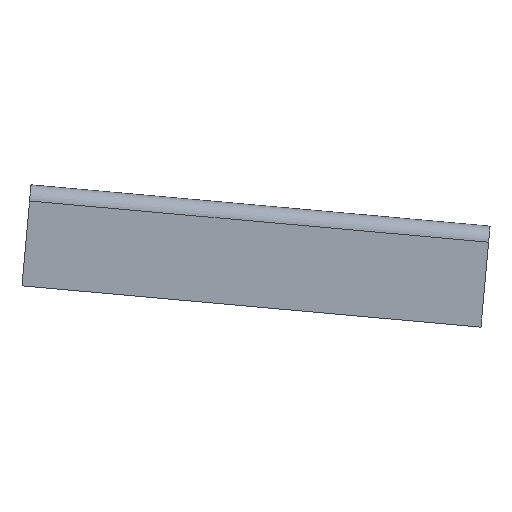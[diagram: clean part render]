
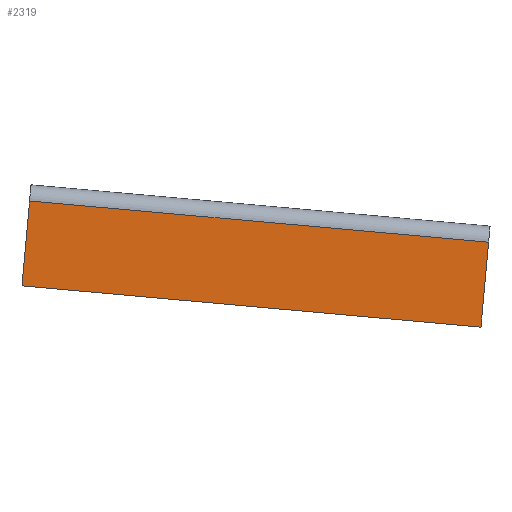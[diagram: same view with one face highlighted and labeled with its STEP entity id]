
A CAD part, front view. The second image highlights one B-rep face of the part: STEP entity #2319.
In plain terms, the highlighted planar face has unit normal (0, -1, 0).
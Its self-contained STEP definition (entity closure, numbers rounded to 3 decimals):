
#122 = CYLINDRICAL_SURFACE('',#123,3.5);
#123 = AXIS2_PLACEMENT_3D('',#124,#125,#126);
#124 = CARTESIAN_POINT('',(179.861,-34.75,-13.643));
#125 = DIRECTION('',(-0.996,0.,0.089));
#126 = DIRECTION('',(0.,-1.,0.));
#923 = VERTEX_POINT('',#924);
#924 = CARTESIAN_POINT('',(-49.576,-38.25,6.963));
#984 = PLANE('',#985);
#985 = AXIS2_PLACEMENT_3D('',#986,#987,#988);
#986 = CARTESIAN_POINT('',(-50.403,-36.75,-2.25));
#987 = DIRECTION('',(-0.996,0.,0.089));
#988 = DIRECTION('',(-0.089,0.,-0.996));
#1053 = EDGE_CURVE('',#1054,#923,#1056,.T.);
#1054 = VERTEX_POINT('',#1055);
#1055 = CARTESIAN_POINT('',(50.023,-38.25,-1.983));
#1056 = SURFACE_CURVE('',#1057,(#1061,#1090),.PCURVE_S1.);
#1057 = LINE('',#1058,#1059);
#1058 = CARTESIAN_POINT('',(50.023,-38.25,-1.983));
#1059 = VECTOR('',#1060,1.);
#1060 = DIRECTION('',(-0.996,0.,0.089));
#1061 = PCURVE('',#122,#1062);
#1062 = DEFINITIONAL_REPRESENTATION('',(#1063),#1089);
#1063 = B_SPLINE_CURVE_WITH_KNOTS('',3,(#1064,#1065,#1066,#1067,#1068,
    #1069,#1070,#1071,#1072,#1073,#1074,#1075,#1076,#1077,#1078,#1079,
    #1080,#1081,#1082,#1083,#1084,#1085,#1086,#1087,#1088),
  .UNSPECIFIED.,.F.,.F.,(4,1,1,1,1,1,1,1,1,1,1,1,1,1,1,1,1,1,1,1,1,1,4),
  (0.,4.545,9.091,13.636,18.182,
    22.727,27.273,31.818,36.364,
    40.909,45.455,50.,54.545,59.091,
    63.636,68.182,72.727,77.273,
    81.818,86.364,90.909,95.455,100.
    ),.QUASI_UNIFORM_KNOTS.);
#1064 = CARTESIAN_POINT('',(0.,130.36));
#1065 = CARTESIAN_POINT('',(0.,131.875));
#1066 = CARTESIAN_POINT('',(0.,134.905));
#1067 = CARTESIAN_POINT('',(0.,139.451));
#1068 = CARTESIAN_POINT('',(0.,143.996));
#1069 = CARTESIAN_POINT('',(0.,148.542));
#1070 = CARTESIAN_POINT('',(0.,153.087));
#1071 = CARTESIAN_POINT('',(0.,157.633));
#1072 = CARTESIAN_POINT('',(0.,162.178));
#1073 = CARTESIAN_POINT('',(0.,166.724));
#1074 = CARTESIAN_POINT('',(0.,171.269));
#1075 = CARTESIAN_POINT('',(0.,175.815));
#1076 = CARTESIAN_POINT('',(0.,180.36));
#1077 = CARTESIAN_POINT('',(0.,184.905));
#1078 = CARTESIAN_POINT('',(0.,189.451));
#1079 = CARTESIAN_POINT('',(0.,193.996));
#1080 = CARTESIAN_POINT('',(0.,198.542));
#1081 = CARTESIAN_POINT('',(0.,203.087));
#1082 = CARTESIAN_POINT('',(0.,207.633));
#1083 = CARTESIAN_POINT('',(0.,212.178));
#1084 = CARTESIAN_POINT('',(0.,216.724));
#1085 = CARTESIAN_POINT('',(0.,221.269));
#1086 = CARTESIAN_POINT('',(0.,225.815));
#1087 = CARTESIAN_POINT('',(0.,228.845));
#1088 = CARTESIAN_POINT('',(0.,230.36));
#1089 = ( GEOMETRIC_REPRESENTATION_CONTEXT(2) 
PARAMETRIC_REPRESENTATION_CONTEXT() REPRESENTATION_CONTEXT('2D SPACE',''
  ) );
#1090 = PCURVE('',#1091,#1096);
#1091 = PLANE('',#1092);
#1092 = AXIS2_PLACEMENT_3D('',#1093,#1094,#1095);
#1093 = CARTESIAN_POINT('',(-49.263,-38.25,10.449));
#1094 = DIRECTION('',(0.,-1.,0.));
#1095 = DIRECTION('',(-0.089,0.,-0.996));
#1096 = DEFINITIONAL_REPRESENTATION('',(#1097),#1101);
#1097 = LINE('',#1098,#1099);
#1098 = CARTESIAN_POINT('',(3.5,100.));
#1099 = VECTOR('',#1100,1.);
#1100 = DIRECTION('',(0.,-1.));
#1101 = ( GEOMETRIC_REPRESENTATION_CONTEXT(2) 
PARAMETRIC_REPRESENTATION_CONTEXT() REPRESENTATION_CONTEXT('2D SPACE',''
  ) );
#1245 = PLANE('',#1246);
#1246 = AXIS2_PLACEMENT_3D('',#1247,#1248,#1249);
#1247 = CARTESIAN_POINT('',(49.196,-36.75,-11.196));
#1248 = DIRECTION('',(-0.996,0.,0.089));
#1249 = DIRECTION('',(-0.089,0.,-0.996));
#2238 = PLANE('',#2239);
#2239 = AXIS2_PLACEMENT_3D('',#2240,#2241,#2242);
#2240 = CARTESIAN_POINT('',(-1.431,-36.75,-15.936));
#2241 = DIRECTION('',(-0.089,0.,-0.996));
#2242 = DIRECTION('',(0.996,0.,-0.089));
#2274 = EDGE_CURVE('',#923,#2275,#2277,.T.);
#2275 = VERTEX_POINT('',#2276);
#2276 = CARTESIAN_POINT('',(-51.231,-38.25,-11.463));
#2277 = SURFACE_CURVE('',#2278,(#2282,#2289),.PCURVE_S1.);
#2278 = LINE('',#2279,#2280);
#2279 = CARTESIAN_POINT('',(-49.576,-38.25,6.963));
#2280 = VECTOR('',#2281,1.);
#2281 = DIRECTION('',(-0.089,0.,-0.996));
#2282 = PCURVE('',#984,#2283);
#2283 = DEFINITIONAL_REPRESENTATION('',(#2284),#2288);
#2284 = LINE('',#2285,#2286);
#2285 = CARTESIAN_POINT('',(-9.25,1.5));
#2286 = VECTOR('',#2287,1.);
#2287 = DIRECTION('',(1.,0.));
#2288 = ( GEOMETRIC_REPRESENTATION_CONTEXT(2) 
PARAMETRIC_REPRESENTATION_CONTEXT() REPRESENTATION_CONTEXT('2D SPACE',''
  ) );
#2289 = PCURVE('',#1091,#2290);
#2290 = DEFINITIONAL_REPRESENTATION('',(#2291),#2295);
#2291 = LINE('',#2292,#2293);
#2292 = CARTESIAN_POINT('',(3.5,0.));
#2293 = VECTOR('',#2294,1.);
#2294 = DIRECTION('',(1.,0.));
#2295 = ( GEOMETRIC_REPRESENTATION_CONTEXT(2) 
PARAMETRIC_REPRESENTATION_CONTEXT() REPRESENTATION_CONTEXT('2D SPACE',''
  ) );
#2319 = ADVANCED_FACE('',(#2320),#1091,.T.);
#2320 = FACE_BOUND('',#2321,.F.);
#2321 = EDGE_LOOP('',(#2322,#2323,#2346,#2367));
#2322 = ORIENTED_EDGE('',*,*,#1053,.F.);
#2323 = ORIENTED_EDGE('',*,*,#2324,.T.);
#2324 = EDGE_CURVE('',#1054,#2325,#2327,.T.);
#2325 = VERTEX_POINT('',#2326);
#2326 = CARTESIAN_POINT('',(48.368,-38.25,-20.408));
#2327 = SURFACE_CURVE('',#2328,(#2332,#2339),.PCURVE_S1.);
#2328 = LINE('',#2329,#2330);
#2329 = CARTESIAN_POINT('',(50.023,-38.25,-1.983));
#2330 = VECTOR('',#2331,1.);
#2331 = DIRECTION('',(-0.089,0.,-0.996));
#2332 = PCURVE('',#1091,#2333);
#2333 = DEFINITIONAL_REPRESENTATION('',(#2334),#2338);
#2334 = LINE('',#2335,#2336);
#2335 = CARTESIAN_POINT('',(3.5,100.));
#2336 = VECTOR('',#2337,1.);
#2337 = DIRECTION('',(1.,0.));
#2338 = ( GEOMETRIC_REPRESENTATION_CONTEXT(2) 
PARAMETRIC_REPRESENTATION_CONTEXT() REPRESENTATION_CONTEXT('2D SPACE',''
  ) );
#2339 = PCURVE('',#1245,#2340);
#2340 = DEFINITIONAL_REPRESENTATION('',(#2341),#2345);
#2341 = LINE('',#2342,#2343);
#2342 = CARTESIAN_POINT('',(-9.25,1.5));
#2343 = VECTOR('',#2344,1.);
#2344 = DIRECTION('',(1.,0.));
#2345 = ( GEOMETRIC_REPRESENTATION_CONTEXT(2) 
PARAMETRIC_REPRESENTATION_CONTEXT() REPRESENTATION_CONTEXT('2D SPACE',''
  ) );
#2346 = ORIENTED_EDGE('',*,*,#2347,.F.);
#2347 = EDGE_CURVE('',#2275,#2325,#2348,.T.);
#2348 = SURFACE_CURVE('',#2349,(#2353,#2360),.PCURVE_S1.);
#2349 = LINE('',#2350,#2351);
#2350 = CARTESIAN_POINT('',(-51.231,-38.25,-11.463));
#2351 = VECTOR('',#2352,1.);
#2352 = DIRECTION('',(0.996,0.,-0.089));
#2353 = PCURVE('',#1091,#2354);
#2354 = DEFINITIONAL_REPRESENTATION('',(#2355),#2359);
#2355 = LINE('',#2356,#2357);
#2356 = CARTESIAN_POINT('',(22.,0.));
#2357 = VECTOR('',#2358,1.);
#2358 = DIRECTION('',(0.,1.));
#2359 = ( GEOMETRIC_REPRESENTATION_CONTEXT(2) 
PARAMETRIC_REPRESENTATION_CONTEXT() REPRESENTATION_CONTEXT('2D SPACE',''
  ) );
#2360 = PCURVE('',#2238,#2361);
#2361 = DEFINITIONAL_REPRESENTATION('',(#2362),#2366);
#2362 = LINE('',#2363,#2364);
#2363 = CARTESIAN_POINT('',(-50.,1.5));
#2364 = VECTOR('',#2365,1.);
#2365 = DIRECTION('',(1.,0.));
#2366 = ( GEOMETRIC_REPRESENTATION_CONTEXT(2) 
PARAMETRIC_REPRESENTATION_CONTEXT() REPRESENTATION_CONTEXT('2D SPACE',''
  ) );
#2367 = ORIENTED_EDGE('',*,*,#2274,.F.);
